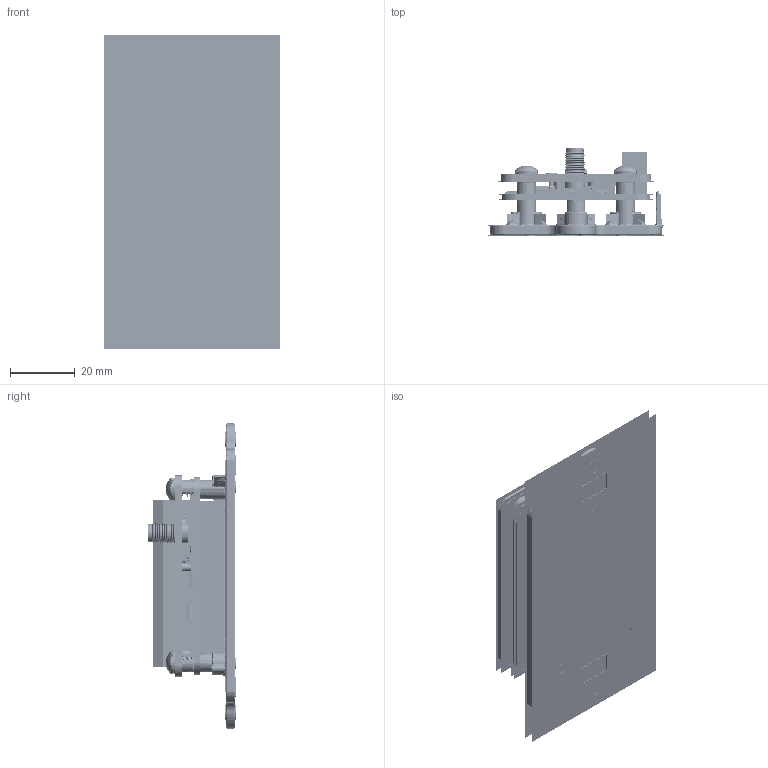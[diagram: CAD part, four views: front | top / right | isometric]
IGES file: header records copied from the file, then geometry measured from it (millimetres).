
Start section:  PTC IGES file: 188763.igs
Global section: file name: 188763.igs; native system: Creo Parametric by Parametric Technology Corporation; preprocessor: 2013230; author: pdmadmin; organization: Unknown; date: 20160128.142527; units: millimetre
Bounding box: 54.08 x 26.95 x 96.72 mm (x, y, z)
Volume: 30483.5 mm3; surface area: 193936.6 mm2
Topology: 149 solids, 149 shells, 9082 faces, 50911 edges, 68074 vertices
Faces by surface type: bspline 7136, revolution 1946
